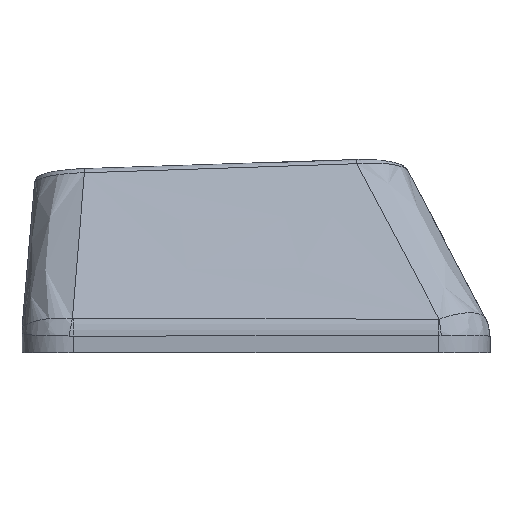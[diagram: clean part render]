
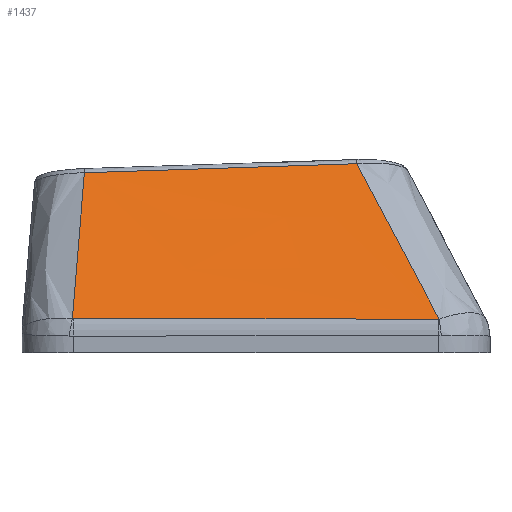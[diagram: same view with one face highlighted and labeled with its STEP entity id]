
A CAD part, left-side view. The second image highlights one B-rep face of the part: STEP entity #1437.
In plain terms, the highlighted free-form (B-spline) face has degree [3, 3] with [4, 4] control points.
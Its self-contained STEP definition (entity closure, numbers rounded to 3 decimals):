
#244=FACE_OUTER_BOUND('',#325,.T.);
#325=EDGE_LOOP('',(#1115,#1116,#1117,#1118,#1119,#1120));
#431=B_SPLINE_CURVE_WITH_KNOTS('',3,(#2526,#2527,#2528,#2529),
 .UNSPECIFIED.,.F.,.F.,(4,4),(0.,0.003),
 .UNSPECIFIED.);
#432=B_SPLINE_CURVE_WITH_KNOTS('',3,(#2547,#2548,#2549,#2550),
 .UNSPECIFIED.,.F.,.F.,(4,4),(-1.416,0.),.UNSPECIFIED.);
#435=B_SPLINE_CURVE_WITH_KNOTS('',3,(#2580,#2581,#2582,#2583),
 .UNSPECIFIED.,.F.,.F.,(4,4),(0.,0.004),
 .UNSPECIFIED.);
#446=B_SPLINE_CURVE_WITH_KNOTS('',3,(#2811,#2812,#2813,#2814),
 .UNSPECIFIED.,.F.,.F.,(4,4),(0.027,0.767),
 .UNSPECIFIED.);
#454=B_SPLINE_CURVE_WITH_KNOTS('',3,(#3067,#3068,#3069,#3070),
 .UNSPECIFIED.,.F.,.F.,(4,4),(0.,1.057),.UNSPECIFIED.);
#457=B_SPLINE_CURVE_WITH_KNOTS('',3,(#3149,#3150,#3151,#3152),
 .UNSPECIFIED.,.F.,.F.,(4,4),(-0.658,-0.022),
 .UNSPECIFIED.);
#570=VERTEX_POINT('',#2488);
#572=VERTEX_POINT('',#2519);
#574=VERTEX_POINT('',#2546);
#576=VERTEX_POINT('',#2573);
#592=VERTEX_POINT('',#2804);
#610=VERTEX_POINT('',#3065);
#741=EDGE_CURVE('',#570,#572,#431,.T.);
#742=EDGE_CURVE('',#572,#574,#432,.T.);
#747=EDGE_CURVE('',#574,#576,#435,.T.);
#773=EDGE_CURVE('',#592,#570,#446,.T.);
#801=EDGE_CURVE('',#610,#592,#454,.T.);
#805=EDGE_CURVE('',#576,#610,#457,.T.);
#1115=ORIENTED_EDGE('',*,*,#741,.F.);
#1116=ORIENTED_EDGE('',*,*,#773,.F.);
#1117=ORIENTED_EDGE('',*,*,#801,.F.);
#1118=ORIENTED_EDGE('',*,*,#805,.F.);
#1119=ORIENTED_EDGE('',*,*,#747,.F.);
#1120=ORIENTED_EDGE('',*,*,#742,.F.);
#1384=B_SPLINE_SURFACE_WITH_KNOTS('',3,3,((#3133,#3134,#3135,#3136),(#3137,
#3138,#3139,#3140),(#3141,#3142,#3143,#3144),(#3145,#3146,#3147,#3148)),
 .UNSPECIFIED.,.F.,.F.,.F.,(4,4),(4,4),(0.107,0.899),
(0.032,0.954),.UNSPECIFIED.);
#1437=ADVANCED_FACE('',(#244),#1384,.F.);
#2488=CARTESIAN_POINT('',(-13.698,-7.108,0.306));
#2519=CARTESIAN_POINT('',(-13.699,-7.08,0.305));
#2526=CARTESIAN_POINT('Ctrl Pts',(-13.698,-7.108,0.306));
#2527=CARTESIAN_POINT('Ctrl Pts',(-13.698,-7.099,0.305));
#2528=CARTESIAN_POINT('Ctrl Pts',(-13.699,-7.089,0.305));
#2529=CARTESIAN_POINT('Ctrl Pts',(-13.699,-7.08,0.305));
#2546=CARTESIAN_POINT('',(-13.682,7.081,0.319));
#2547=CARTESIAN_POINT('Ctrl Pts',(-13.699,-7.08,0.305));
#2548=CARTESIAN_POINT('Ctrl Pts',(-13.694,-2.359,0.309));
#2549=CARTESIAN_POINT('Ctrl Pts',(-13.688,2.361,0.314));
#2550=CARTESIAN_POINT('Ctrl Pts',(-13.682,7.081,0.319));
#2573=CARTESIAN_POINT('',(-13.68,7.125,0.322));
#2580=CARTESIAN_POINT('Ctrl Pts',(-13.682,7.081,0.319));
#2581=CARTESIAN_POINT('Ctrl Pts',(-13.682,7.096,0.319));
#2582=CARTESIAN_POINT('Ctrl Pts',(-13.682,7.111,0.32));
#2583=CARTESIAN_POINT('Ctrl Pts',(-13.68,7.125,0.322));
#2804=CARTESIAN_POINT('',(-10.837,-3.902,6.333));
#2811=CARTESIAN_POINT('Ctrl Pts',(-10.837,-3.902,6.333));
#2812=CARTESIAN_POINT('Ctrl Pts',(-11.793,-4.973,4.325));
#2813=CARTESIAN_POINT('Ctrl Pts',(-12.746,-6.041,2.316));
#2814=CARTESIAN_POINT('Ctrl Pts',(-13.698,-7.108,0.306));
#3065=CARTESIAN_POINT('',(-10.83,6.659,5.983));
#3067=CARTESIAN_POINT('Ctrl Pts',(-10.83,6.659,5.983));
#3068=CARTESIAN_POINT('Ctrl Pts',(-10.833,3.139,6.1));
#3069=CARTESIAN_POINT('Ctrl Pts',(-10.835,-0.382,
6.217));
#3070=CARTESIAN_POINT('Ctrl Pts',(-10.837,-3.902,6.333));
#3133=CARTESIAN_POINT('Ctrl Pts',(-10.83,7.031,5.97));
#3134=CARTESIAN_POINT('Ctrl Pts',(-11.786,7.062,4.075));
#3135=CARTESIAN_POINT('Ctrl Pts',(-12.743,7.094,2.181));
#3136=CARTESIAN_POINT('Ctrl Pts',(-13.699,7.125,0.286));
#3137=CARTESIAN_POINT('Ctrl Pts',(-10.83,3.264,6.1));
#3138=CARTESIAN_POINT('Ctrl Pts',(-11.786,2.97,4.164));
#3139=CARTESIAN_POINT('Ctrl Pts',(-12.743,2.675,2.228));
#3140=CARTESIAN_POINT('Ctrl Pts',(-13.699,2.381,0.292));
#3141=CARTESIAN_POINT('Ctrl Pts',(-10.83,-0.502,6.23));
#3142=CARTESIAN_POINT('Ctrl Pts',(-11.786,-1.123,4.253));
#3143=CARTESIAN_POINT('Ctrl Pts',(-12.743,-1.744,2.276));
#3144=CARTESIAN_POINT('Ctrl Pts',(-13.699,-2.364,0.298));
#3145=CARTESIAN_POINT('Ctrl Pts',(-10.83,-4.269,6.36));
#3146=CARTESIAN_POINT('Ctrl Pts',(-11.786,-5.216,4.342));
#3147=CARTESIAN_POINT('Ctrl Pts',(-12.743,-6.162,2.323));
#3148=CARTESIAN_POINT('Ctrl Pts',(-13.699,-7.109,0.305));
#3149=CARTESIAN_POINT('Ctrl Pts',(-13.68,7.125,0.322));
#3150=CARTESIAN_POINT('Ctrl Pts',(-12.728,6.968,2.209));
#3151=CARTESIAN_POINT('Ctrl Pts',(-11.778,6.812,4.095));
#3152=CARTESIAN_POINT('Ctrl Pts',(-10.83,6.659,5.983));
